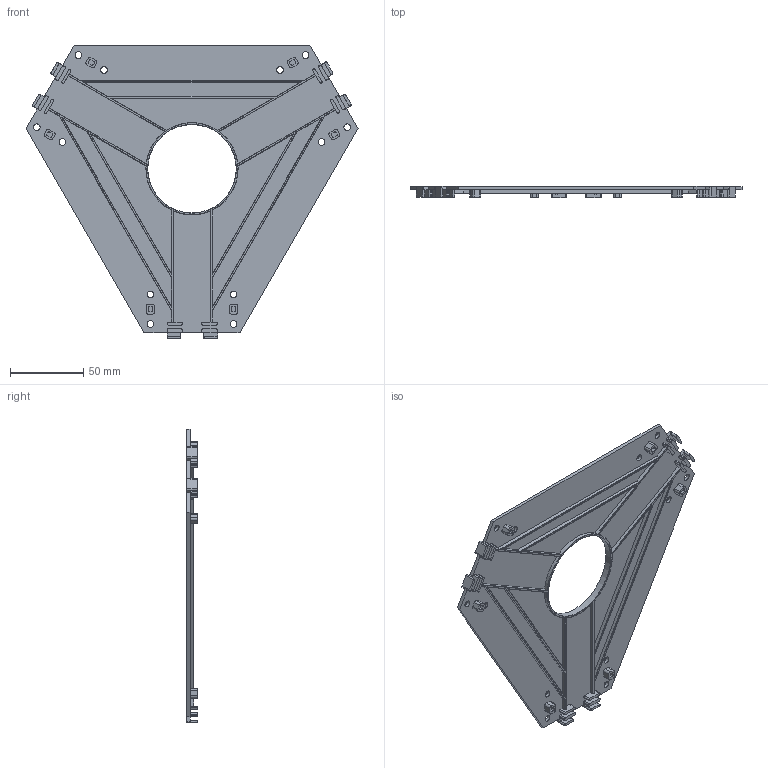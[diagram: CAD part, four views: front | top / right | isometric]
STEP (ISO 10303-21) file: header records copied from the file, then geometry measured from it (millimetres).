
FILE_DESCRIPTION(/* description */ (''),/* implementation_level */ '2;1');
FILE_NAME(/* name */ '201SuperHero.Module.Cover v1 v0.step',/* time_stamp */ '2018-01-24T15:12:47+01:00',/* author */ ('trm79'),/* organization */ (''),/* preprocessor_version */ 'ST-DEVELOPER v16.13',/* originating_system */ 'Autodesk Translation Framework v6.5.0.72',/* authorisation */ '');
FILE_SCHEMA (('AUTOMOTIVE_DESIGN { 1 0 10303 214 3 1 1 }'));
Length unit declared in the file: millimetre
Products named in the file (1): 201SuperHero.Module.Cover v1
Bounding box: 225.92 x 7.19 x 199.82 mm (x, y, z)
Volume: 72185.6 mm3; surface area: 69092.2 mm2
Topology: 1 solids, 1 shells, 409 faces, 1110 edges, 728 vertices
Faces by surface type: plane 208, cylinder 182, torus 19
Full cylindrical faces by diameter (mm): 4.547 x12, 60.147 x1
Entity records: 13171 total; most frequent: CARTESIAN_POINT 2404, DIRECTION 2316, ORIENTED_EDGE 2220, EDGE_CURVE 1110, AXIS2_PLACEMENT_3D 808, VERTEX_POINT 728, LINE 700, VECTOR 700
